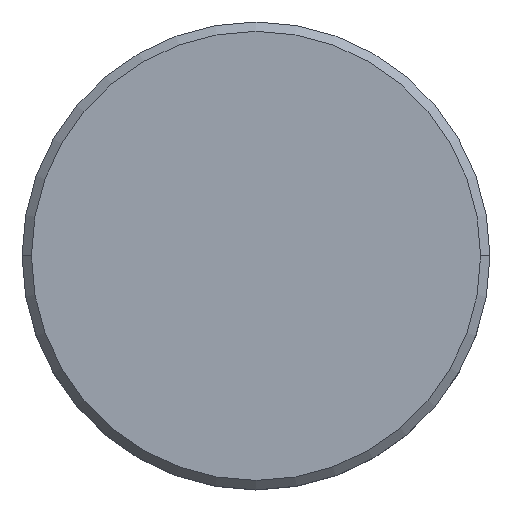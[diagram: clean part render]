
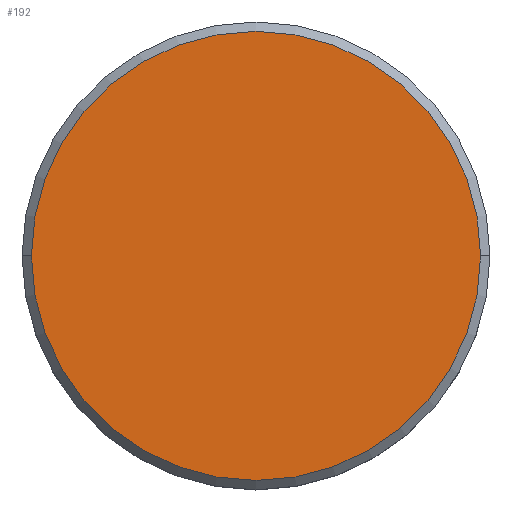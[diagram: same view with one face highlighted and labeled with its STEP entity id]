
A CAD part, top view. The second image highlights one B-rep face of the part: STEP entity #192.
In plain terms, the highlighted planar face has unit normal (0, 0, 1).
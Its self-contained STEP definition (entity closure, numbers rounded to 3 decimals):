
#1 = ORIENTED_EDGE ( 'NONE', *, *, #539, .T. ) ;
#23 = ORIENTED_EDGE ( 'NONE', *, *, #967, .T. ) ;
#39 = CARTESIAN_POINT ( 'NONE',  ( 12., 0., 0. ) ) ;
#72 = CIRCLE ( 'NONE', #846, 12. ) ;
#111 = CARTESIAN_POINT ( 'NONE',  ( 0., 0., 0. ) ) ;
#168 = EDGE_LOOP ( 'NONE', ( #23, #1 ) ) ;
#174 = VERTEX_POINT ( 'NONE', #462 ) ;
#192 = ADVANCED_FACE ( 'NONE', ( #300 ), #209, .T. ) ;
#202 = AXIS2_PLACEMENT_3D ( 'NONE', #839, #928, #1110 ) ;
#209 = PLANE ( 'NONE',  #802 ) ;
#268 = VERTEX_POINT ( 'NONE', #39 ) ;
#300 = FACE_OUTER_BOUND ( 'NONE', #168, .T. ) ;
#462 = CARTESIAN_POINT ( 'NONE',  ( -12., 0., 0. ) ) ;
#539 = EDGE_CURVE ( 'NONE', #268, #174, #568, .T. ) ;
#568 = CIRCLE ( 'NONE', #202, 12. ) ;
#580 = DIRECTION ( 'NONE',  ( 1., 0., 0. ) ) ;
#583 = DIRECTION ( 'NONE',  ( 0., 0., 1. ) ) ;
#647 = DIRECTION ( 'NONE',  ( 0., 0., 1. ) ) ;
#802 = AXIS2_PLACEMENT_3D ( 'NONE', #111, #647, #580 ) ;
#839 = CARTESIAN_POINT ( 'NONE',  ( 0., 0., 0. ) ) ;
#846 = AXIS2_PLACEMENT_3D ( 'NONE', #1122, #583, #943 ) ;
#928 = DIRECTION ( 'NONE',  ( 0., 0., 1. ) ) ;
#943 = DIRECTION ( 'NONE',  ( 1., 0., 0. ) ) ;
#967 = EDGE_CURVE ( 'NONE', #174, #268, #72, .T. ) ;
#1110 = DIRECTION ( 'NONE',  ( 1., 0., 0. ) ) ;
#1122 = CARTESIAN_POINT ( 'NONE',  ( 0., 0., 0. ) ) ;
